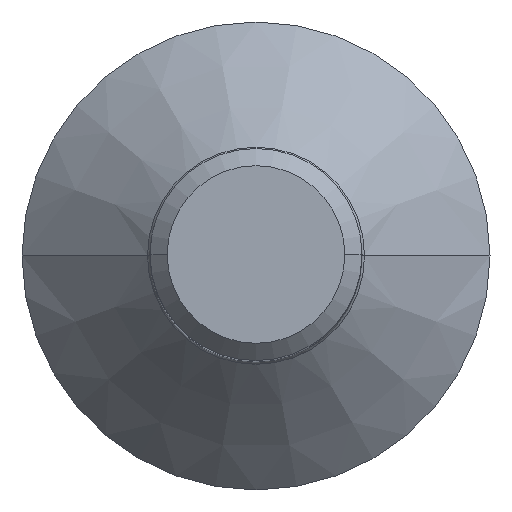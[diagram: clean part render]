
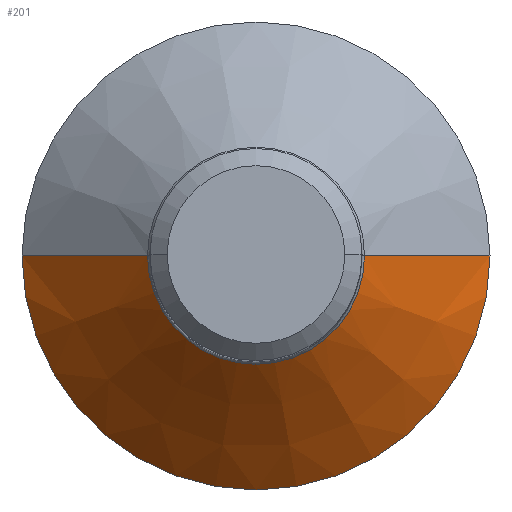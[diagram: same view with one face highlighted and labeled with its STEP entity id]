
A CAD part, top view. The second image highlights one B-rep face of the part: STEP entity #201.
In plain terms, the highlighted conical face has half-angle 45 degrees and reference radius 11.034 mm.
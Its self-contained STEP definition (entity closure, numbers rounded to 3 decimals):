
#25 = EDGE_CURVE ( 'NONE', #299, #373, #257, .T. ) ;
#55 = VERTEX_POINT ( 'NONE', #666 ) ;
#70 = ORIENTED_EDGE ( 'NONE', *, *, #149, .T. ) ;
#122 = AXIS2_PLACEMENT_3D ( 'NONE', #224, #816, #700 ) ;
#123 = VERTEX_POINT ( 'NONE', #400 ) ;
#136 = CARTESIAN_POINT ( 'NONE',  ( 0., 0., 0. ) ) ;
#149 = EDGE_CURVE ( 'NONE', #299, #55, #170, .T. ) ;
#152 = CARTESIAN_POINT ( 'NONE',  ( 0., 0., 5.917 ) ) ;
#156 = CARTESIAN_POINT ( 'NONE',  ( 11.034, 0., 0. ) ) ;
#170 = CIRCLE ( 'NONE', #789, 5.117 ) ;
#179 = VECTOR ( 'NONE', #358, 1000. ) ;
#201 = ADVANCED_FACE ( 'NONE', ( #846 ), #556, .T. ) ;
#210 = EDGE_LOOP ( 'NONE', ( #854, #70, #308, #684 ) ) ;
#224 = CARTESIAN_POINT ( 'NONE',  ( 0., 0., 0. ) ) ;
#257 = LINE ( 'NONE', #529, #276 ) ;
#276 = VECTOR ( 'NONE', #393, 1000. ) ;
#294 = CIRCLE ( 'NONE', #122, 11.034 ) ;
#299 = VERTEX_POINT ( 'NONE', #707 ) ;
#301 = EDGE_CURVE ( 'NONE', #55, #123, #336, .T. ) ;
#308 = ORIENTED_EDGE ( 'NONE', *, *, #301, .T. ) ;
#336 = LINE ( 'NONE', #560, #179 ) ;
#344 = DIRECTION ( 'NONE',  ( 1., 0., 0. ) ) ;
#355 = DIRECTION ( 'NONE',  ( 0., 0., -1. ) ) ;
#358 = DIRECTION ( 'NONE',  ( -0.707, 0., -0.707 ) ) ;
#373 = VERTEX_POINT ( 'NONE', #156 ) ;
#393 = DIRECTION ( 'NONE',  ( 0.707, 0., -0.707 ) ) ;
#400 = CARTESIAN_POINT ( 'NONE',  ( -11.034, 0., 0. ) ) ;
#413 = DIRECTION ( 'NONE',  ( -1., 0., 0. ) ) ;
#529 = CARTESIAN_POINT ( 'NONE',  ( 11.034, 0., 0. ) ) ;
#556 = CONICAL_SURFACE ( 'NONE', #638, 11.034, 0.785 ) ;
#560 = CARTESIAN_POINT ( 'NONE',  ( -11.034, 0., 0. ) ) ;
#638 = AXIS2_PLACEMENT_3D ( 'NONE', #136, #355, #413 ) ;
#666 = CARTESIAN_POINT ( 'NONE',  ( -5.117, 0., 5.917 ) ) ;
#684 = ORIENTED_EDGE ( 'NONE', *, *, #781, .T. ) ;
#700 = DIRECTION ( 'NONE',  ( -1., 0., 0. ) ) ;
#707 = CARTESIAN_POINT ( 'NONE',  ( 5.117, 0., 5.917 ) ) ;
#754 = DIRECTION ( 'NONE',  ( 0., 0., -1. ) ) ;
#781 = EDGE_CURVE ( 'NONE', #123, #373, #294, .T. ) ;
#789 = AXIS2_PLACEMENT_3D ( 'NONE', #152, #754, #344 ) ;
#816 = DIRECTION ( 'NONE',  ( 0., 0., 1. ) ) ;
#846 = FACE_OUTER_BOUND ( 'NONE', #210, .T. ) ;
#854 = ORIENTED_EDGE ( 'NONE', *, *, #25, .F. ) ;
